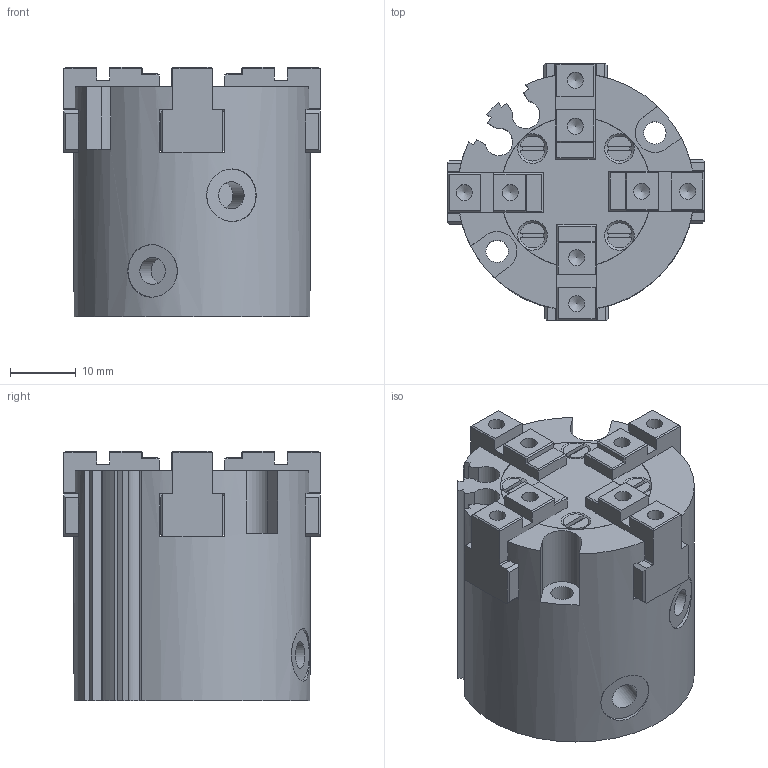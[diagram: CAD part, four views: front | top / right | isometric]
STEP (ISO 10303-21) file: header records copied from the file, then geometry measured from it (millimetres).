
FILE_DESCRIPTION(/* description */ (''),/* implementation_level */ '2;1');
FILE_NAME(/* name */ 'GPS4-36.stp',/* time_stamp */ '2017-11-28T08:28:21+01:00',/* author */ ('Tecnico'),/* organization */ (''),/* preprocessor_version */ 'ST-DEVELOPER v16.13',/* originating_system */ 'Autodesk Inventor 2018',/* authorisation */ '');
FILE_SCHEMA (('AUTOMOTIVE_DESIGN { 1 0 10303 214 3 1 1 }'));
Length unit declared in the file: millimetre
Products named in the file (5): GPS4-36; GPS4-36-CORPO; GPS4-36-GRIFFA; GPS4-36-COPERCHIO; ISO 2009 - M2 x 6
Assembly tree (10 placements, depth 2):
  GPS4-36
    GPS4-36-CORPO
    GPS4-36-GRIFFA  x4
    GPS4-36-COPERCHIO
    ISO 2009 - M2 x 6  x4
Bounding box: 39 x 39 x 38 mm (x, y, z)
Volume: 31495.7 mm3; surface area: 14383.3 mm2
Topology: 10 solids, 10 shells, 352 faces, 918 edges, 589 vertices
Faces by surface type: plane 255, cylinder 69, cone 28
Full cylindrical faces by diameter (mm): 1.509 x4, 1.567 x4, 2 x5, 2.4 x4, 2.459 x8, 3.4 x2, 4.134 x2, 8 x3, 21 x1
Entity records: 5519 total; most frequent: CARTESIAN_POINT 1004, DIRECTION 910, ORIENTED_EDGE 846, EDGE_CURVE 423, AXIS2_PLACEMENT_3D 309, VERTEX_POINT 293, LINE 292, VECTOR 292
